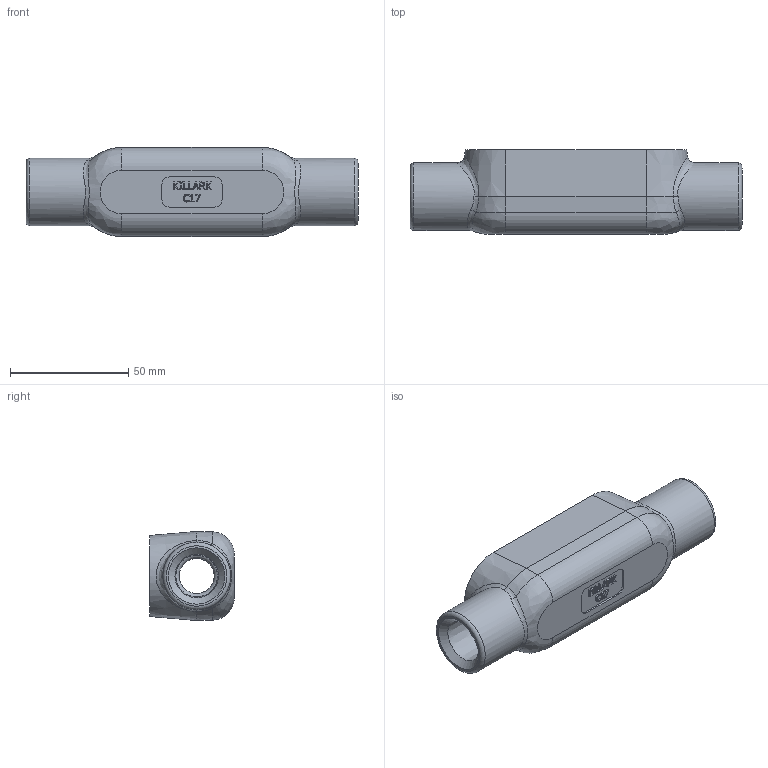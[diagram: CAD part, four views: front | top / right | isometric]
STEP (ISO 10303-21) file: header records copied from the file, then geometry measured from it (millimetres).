
FILE_DESCRIPTION(/* description */ (''),/* implementation_level */ '2;1');
FILE_NAME(/* name */ 'KIL_C17.stp',/* time_stamp */ '2019-02-15T09:33:57+05:00',/* author */ ('avenkatesan'),/* organization */ (''),/* preprocessor_version */ 'ST-DEVELOPER v17',/* originating_system */ 'Autodesk Inventor 2018',/* authorisation */ '');
FILE_SCHEMA (('AUTOMOTIVE_DESIGN { 1 0 10303 214 3 1 1 }'));
Length unit declared in the file: inch
Products named in the file (1): 17639-2
Bounding box: 140.35 x 35.72 x 37.7 mm (x, y, z)
Volume: 59012.5 mm3; surface area: 27234.7 mm2
Topology: 1 solids, 1 shells, 433 faces, 1164 edges, 770 vertices
Faces by surface type: plane 269, bspline 88, cylinder 36, cone 26, torus 14
Full cylindrical faces by diameter (mm): 1.181 x1, 1.41 x1, 10.35 x1, 12.7 x1, 21.438 x2, 28.575 x2
Entity records: 15255 total; most frequent: CARTESIAN_POINT 4478, ORIENTED_EDGE 2328, DIRECTION 1776, EDGE_CURVE 1164, LINE 788, VECTOR 788, VERTEX_POINT 770, AXIS2_PLACEMENT_3D 494
